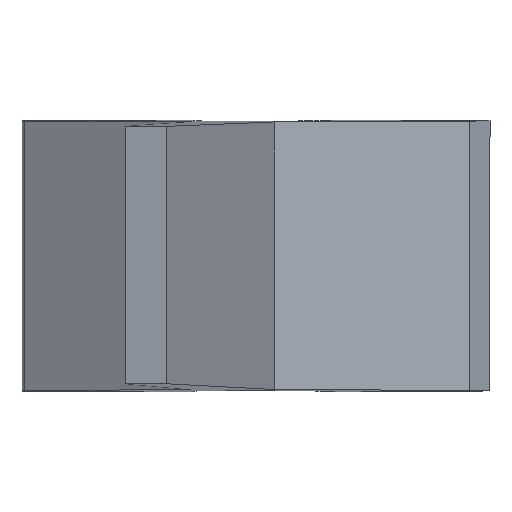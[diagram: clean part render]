
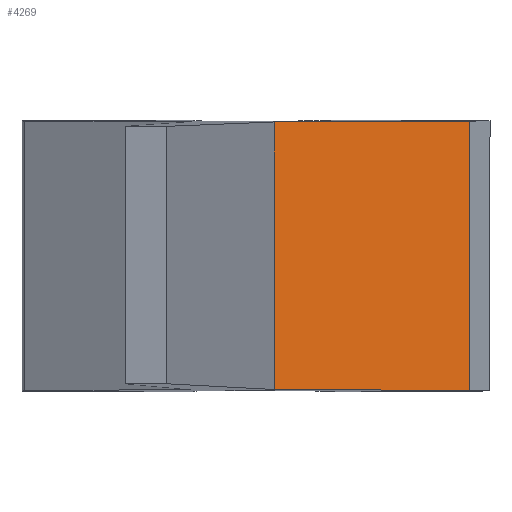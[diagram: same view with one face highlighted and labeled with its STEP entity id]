
A CAD part, top view. The second image highlights one B-rep face of the part: STEP entity #4269.
In plain terms, the highlighted planar face has unit normal (0.123, 0, 0.992).
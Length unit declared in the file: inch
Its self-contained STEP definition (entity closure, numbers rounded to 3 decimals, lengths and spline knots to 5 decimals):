
#250=FACE_OUTER_BOUND('',#512,.T.);
#512=EDGE_LOOP('',(#2946,#2947,#2948,#2949));
#811=LINE('',#6301,#1323);
#824=LINE('',#6326,#1336);
#825=LINE('',#6329,#1337);
#826=LINE('',#6330,#1338);
#1323=VECTOR('',#5034,0.3937);
#1336=VECTOR('',#5055,0.3937);
#1337=VECTOR('',#5058,0.3937);
#1338=VECTOR('',#5059,0.3937);
#1824=VERTEX_POINT('',#6298);
#1825=VERTEX_POINT('',#6300);
#1833=VERTEX_POINT('',#6324);
#1834=VERTEX_POINT('',#6328);
#2235=EDGE_CURVE('',#1825,#1824,#811,.T.);
#2248=EDGE_CURVE('',#1833,#1824,#824,.T.);
#2249=EDGE_CURVE('',#1833,#1834,#825,.F.);
#2250=EDGE_CURVE('',#1834,#1825,#826,.T.);
#2946=ORIENTED_EDGE('',*,*,#2249,.T.);
#2947=ORIENTED_EDGE('',*,*,#2250,.T.);
#2948=ORIENTED_EDGE('',*,*,#2235,.T.);
#2949=ORIENTED_EDGE('',*,*,#2248,.F.);
#4068=PLANE('',#4565);
#4269=ADVANCED_FACE('',(#250),#4068,.T.);
#4565=AXIS2_PLACEMENT_3D('',#6327,#5056,#5057);
#5034=DIRECTION('',(0.992,-0.004,-0.123));
#5055=DIRECTION('',(0.,-1.,0.));
#5056=DIRECTION('center_axis',(0.123,0.,0.992));
#5057=DIRECTION('ref_axis',(0.,1.,0.));
#5058=DIRECTION('',(0.992,0.004,-0.123));
#5059=DIRECTION('',(0.,-1.,0.));
#6298=CARTESIAN_POINT('',(0.45962,-0.29633,0.78339));
#6300=CARTESIAN_POINT('',(0.02942,-0.29449,0.83669));
#6301=CARTESIAN_POINT('',(0.18177,-0.29514,0.81781));
#6324=CARTESIAN_POINT('',(0.45962,0.29633,0.78339));
#6326=CARTESIAN_POINT('',(0.45962,0.,0.78339));
#6327=CARTESIAN_POINT('Origin',(0.45962,0.,
0.78339));
#6328=CARTESIAN_POINT('',(0.02942,0.29449,0.83669));
#6329=CARTESIAN_POINT('',(0.18177,0.29514,0.81781));
#6330=CARTESIAN_POINT('',(0.02942,0.,0.83669));
